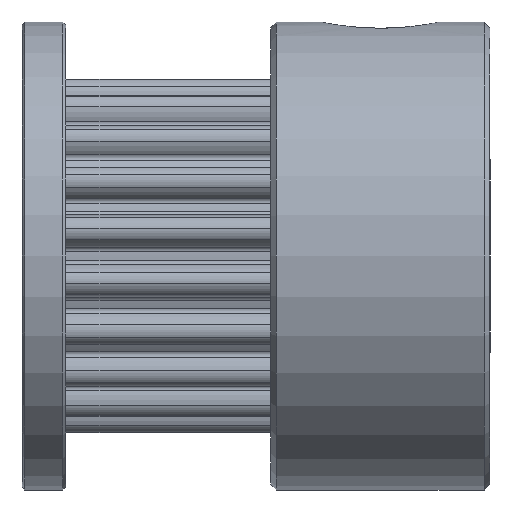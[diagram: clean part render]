
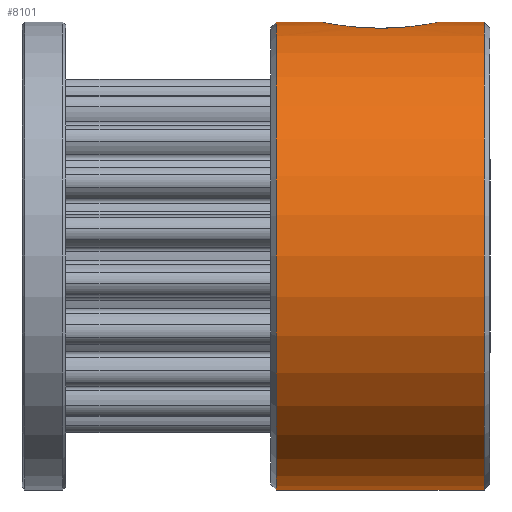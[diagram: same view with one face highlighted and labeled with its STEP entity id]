
A CAD part, left-side view. The second image highlights one B-rep face of the part: STEP entity #8101.
In plain terms, the highlighted cylindrical face has radius 8 mm (diameter 16 mm), a partial arc.
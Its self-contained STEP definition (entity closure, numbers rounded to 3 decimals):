
#325 = AXIS2_PLACEMENT_3D ( 'NONE', #4518, #4622, #1426 ) ;
#340 = LINE ( 'NONE', #3524, #4461 ) ;
#343 = DIRECTION ( 'NONE',  ( 0., -1., 0. ) ) ;
#489 = CARTESIAN_POINT ( 'NONE',  ( -1.398, 1.296, 7.877 ) ) ;
#495 = EDGE_CURVE ( 'NONE', #3473, #5584, #3310, .T. ) ;
#541 = CARTESIAN_POINT ( 'NONE',  ( -1.235, 1.487, 7.904 ) ) ;
#1025 = EDGE_CURVE ( 'NONE', #1481, #7625, #5633, .T. ) ;
#1104 = CARTESIAN_POINT ( 'NONE',  ( -0.842, 1.798, 7.956 ) ) ;
#1307 = CARTESIAN_POINT ( 'NONE',  ( 0., 3.55, -8. ) ) ;
#1426 = DIRECTION ( 'NONE',  ( 0., 0., 1. ) ) ;
#1458 = EDGE_CURVE ( 'NONE', #1555, #7980, #3195, .T. ) ;
#1481 = VERTEX_POINT ( 'NONE', #4789 ) ;
#1555 = VERTEX_POINT ( 'NONE', #1307 ) ;
#1577 = CARTESIAN_POINT ( 'NONE',  ( 0., 3.75, 8. ) ) ;
#1602 = DIRECTION ( 'NONE',  ( 0., -1., 0. ) ) ;
#1681 = CARTESIAN_POINT ( 'NONE',  ( -1.605, -0.978, 7.838 ) ) ;
#1709 = CARTESIAN_POINT ( 'NONE',  ( -0.95, 1.729, 7.944 ) ) ;
#1715 = CARTESIAN_POINT ( 'NONE',  ( -0.253, -2.025, 8. ) ) ;
#1740 = EDGE_CURVE ( 'NONE', #3473, #1555, #6980, .T. ) ;
#1743 = CARTESIAN_POINT ( 'NONE',  ( -1.156, -1.581, 7.918 ) ) ;
#1763 = CARTESIAN_POINT ( 'NONE',  ( -0.126, 2.025, 8. ) ) ;
#1825 = CARTESIAN_POINT ( 'NONE',  ( -1.595, 0.974, 7.84 ) ) ;
#1864 = B_SPLINE_CURVE_WITH_KNOTS ( 'NONE', 3,
 ( #6319, #5595, #2429, #4334, #8213, #7629, #1825, #4392, #489, #541, #4302, #1709, #1104, #2988, #3683, #5619, #1763, #6289 ),
 .UNSPECIFIED., .F., .F.,
 ( 4, 2, 2, 2, 2, 2, 2, 2, 4 ),
 ( 0.001, 0.002, 0.002, 0.003, 0.003, 0.003, 0.004, 0.004, 0.004 ),
 .UNSPECIFIED. ) ;
#2092 = EDGE_LOOP ( 'NONE', ( #4395, #7874, #6876, #4442, #5263, #5384, #3350 ) ) ;
#2169 = EDGE_CURVE ( 'NONE', #7980, #6016, #4195, .T. ) ;
#2347 = CARTESIAN_POINT ( 'NONE',  ( -1.816, 0., 7.791 ) ) ;
#2383 = FACE_OUTER_BOUND ( 'NONE', #2092, .T. ) ;
#2429 = CARTESIAN_POINT ( 'NONE',  ( -1.805, 0.252, 7.794 ) ) ;
#2772 = CYLINDRICAL_SURFACE ( 'NONE', #3646, 8. ) ;
#2956 = DIRECTION ( 'NONE',  ( 0., 0., 1. ) ) ;
#2988 = CARTESIAN_POINT ( 'NONE',  ( -0.617, 1.909, 7.977 ) ) ;
#3195 = LINE ( 'NONE', #7448, #7885 ) ;
#3310 = LINE ( 'NONE', #1577, #5961 ) ;
#3350 = ORIENTED_EDGE ( 'NONE', *, *, #7142, .T. ) ;
#3473 = VERTEX_POINT ( 'NONE', #4863 ) ;
#3524 = CARTESIAN_POINT ( 'NONE',  ( 0., 3.75, 8. ) ) ;
#3531 = CARTESIAN_POINT ( 'NONE',  ( -1.816, 0., 7.791 ) ) ;
#3646 = AXIS2_PLACEMENT_3D ( 'NONE', #6821, #1602, #4776 ) ;
#3683 = CARTESIAN_POINT ( 'NONE',  ( -0.499, 1.951, 7.985 ) ) ;
#3935 = AXIS2_PLACEMENT_3D ( 'NONE', #4000, #5317, #2956 ) ;
#3986 = CARTESIAN_POINT ( 'NONE',  ( 0., -3.55, -8. ) ) ;
#4000 = CARTESIAN_POINT ( 'NONE',  ( 0., 3.55, 0. ) ) ;
#4195 = CIRCLE ( 'NONE', #325, 8. ) ;
#4211 = EDGE_CURVE ( 'NONE', #1481, #6016, #340, .T. ) ;
#4302 = CARTESIAN_POINT ( 'NONE',  ( -1.146, 1.574, 7.918 ) ) ;
#4334 = CARTESIAN_POINT ( 'NONE',  ( -1.763, 0.499, 7.803 ) ) ;
#4392 = CARTESIAN_POINT ( 'NONE',  ( -1.471, 1.191, 7.864 ) ) ;
#4395 = ORIENTED_EDGE ( 'NONE', *, *, #495, .F. ) ;
#4442 = ORIENTED_EDGE ( 'NONE', *, *, #2169, .T. ) ;
#4461 = VECTOR ( 'NONE', #4792, 1000. ) ;
#4518 = CARTESIAN_POINT ( 'NONE',  ( 0., -3.55, 0. ) ) ;
#4622 = DIRECTION ( 'NONE',  ( 0., 1., 0. ) ) ;
#4776 = DIRECTION ( 'NONE',  ( 0., 0., -1. ) ) ;
#4789 = CARTESIAN_POINT ( 'NONE',  ( 0., -2.025, 8. ) ) ;
#4792 = DIRECTION ( 'NONE',  ( 0., -1., 0. ) ) ;
#4863 = CARTESIAN_POINT ( 'NONE',  ( 0., 3.55, 8. ) ) ;
#4913 = CARTESIAN_POINT ( 'NONE',  ( -0.505, -1.964, 7.987 ) ) ;
#5263 = ORIENTED_EDGE ( 'NONE', *, *, #4211, .F. ) ;
#5317 = DIRECTION ( 'NONE',  ( 0., -1., 0. ) ) ;
#5384 = ORIENTED_EDGE ( 'NONE', *, *, #1025, .T. ) ;
#5584 = VERTEX_POINT ( 'NONE', #6472 ) ;
#5595 = CARTESIAN_POINT ( 'NONE',  ( -1.816, 0.127, 7.791 ) ) ;
#5599 = CARTESIAN_POINT ( 'NONE',  ( 0., -2.025, 8. ) ) ;
#5619 = CARTESIAN_POINT ( 'NONE',  ( -0.253, 2.01, 7.997 ) ) ;
#5633 = B_SPLINE_CURVE_WITH_KNOTS ( 'NONE', 3,
 ( #5599, #1715, #4913, #6241, #1743, #7434, #1681, #7459, #6185, #3531 ),
 .UNSPECIFIED., .F., .F.,
 ( 4, 2, 2, 2, 4 ),
 ( 0.011, 0.011, 0.012, 0.013, 0.014 ),
 .UNSPECIFIED. ) ;
#5961 = VECTOR ( 'NONE', #6111, 1000. ) ;
#6016 = VERTEX_POINT ( 'NONE', #7098 ) ;
#6111 = DIRECTION ( 'NONE',  ( 0., -1., 0. ) ) ;
#6185 = CARTESIAN_POINT ( 'NONE',  ( -1.816, -0.252, 7.791 ) ) ;
#6241 = CARTESIAN_POINT ( 'NONE',  ( -0.956, -1.741, 7.946 ) ) ;
#6289 = CARTESIAN_POINT ( 'NONE',  ( 0., 2.025, 8. ) ) ;
#6319 = CARTESIAN_POINT ( 'NONE',  ( -1.816, 0., 7.791 ) ) ;
#6472 = CARTESIAN_POINT ( 'NONE',  ( 0., 2.025, 8. ) ) ;
#6821 = CARTESIAN_POINT ( 'NONE',  ( 0., 3.75, 0. ) ) ;
#6876 = ORIENTED_EDGE ( 'NONE', *, *, #1458, .T. ) ;
#6980 = CIRCLE ( 'NONE', #3935, 8. ) ;
#7098 = CARTESIAN_POINT ( 'NONE',  ( 0., -3.55, 8. ) ) ;
#7142 = EDGE_CURVE ( 'NONE', #7625, #5584, #1864, .T. ) ;
#7434 = CARTESIAN_POINT ( 'NONE',  ( -1.483, -1.196, 7.863 ) ) ;
#7448 = CARTESIAN_POINT ( 'NONE',  ( 0., 3.75, -8. ) ) ;
#7459 = CARTESIAN_POINT ( 'NONE',  ( -1.774, -0.502, 7.801 ) ) ;
#7625 = VERTEX_POINT ( 'NONE', #2347 ) ;
#7629 = CARTESIAN_POINT ( 'NONE',  ( -1.647, 0.86, 7.829 ) ) ;
#7874 = ORIENTED_EDGE ( 'NONE', *, *, #1740, .T. ) ;
#7885 = VECTOR ( 'NONE', #343, 1000. ) ;
#7980 = VERTEX_POINT ( 'NONE', #3986 ) ;
#8101 = ADVANCED_FACE ( 'NONE', ( #2383 ), #2772, .T. ) ;
#8213 = CARTESIAN_POINT ( 'NONE',  ( -1.731, 0.623, 7.811 ) ) ;
